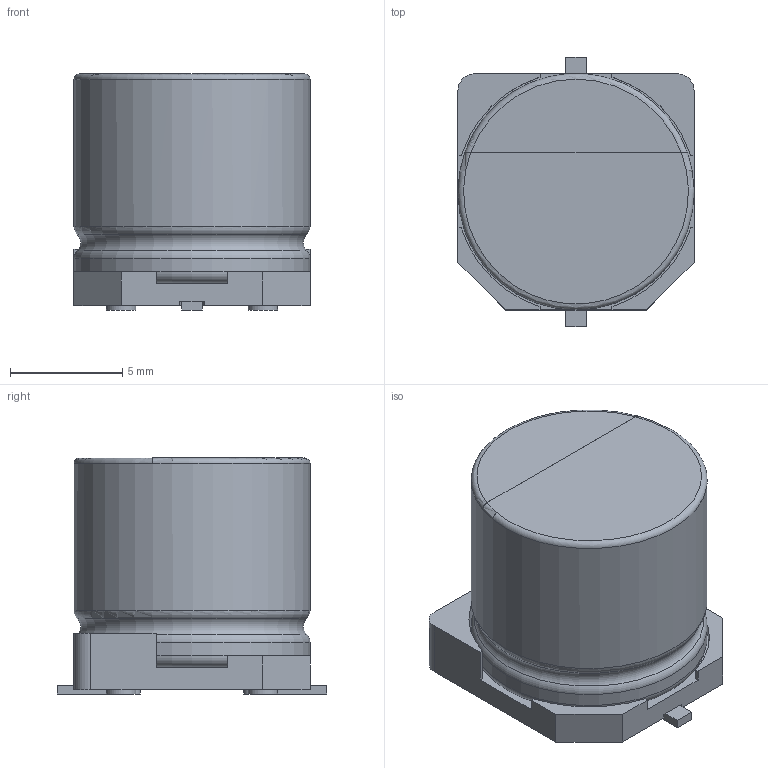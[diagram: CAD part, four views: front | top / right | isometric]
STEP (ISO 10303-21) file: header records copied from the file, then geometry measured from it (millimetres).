
FILE_DESCRIPTION (( 'STEP AP214' ), '1' );
FILE_NAME ('CAP Alum Elec Size G.STEP', '2012-02-24T16:36:31', ( 'Ryan Rutledge' ), ( 'Pacific Bioscience Laboratories, Inc.' ), 'SwSTEP 2.0', 'SolidWorks 2012', '' );
FILE_SCHEMA (( 'AUTOMOTIVE_DESIGN' ));
Length unit declared in the file: millimetre
Products named in the file (1): CAP Alum Elec Size G
Bounding box: 10.5 x 12 x 10.5 mm (x, y, z)
Volume: 922.4 mm3; surface area: 645.3 mm2
Topology: 1 solids, 1 shells, 66 faces, 172 edges, 113 vertices
Faces by surface type: plane 44, cylinder 16, torus 6
Full cylindrical faces by diameter (mm): 1.313 x4, 10.5 x2
Entity records: 2168 total; most frequent: CARTESIAN_POINT 348, DIRECTION 324, ORIENTED_EDGE 310, EDGE_CURVE 155, LINE 112, VECTOR 112, AXIS2_PLACEMENT_3D 106, VERTEX_POINT 106
